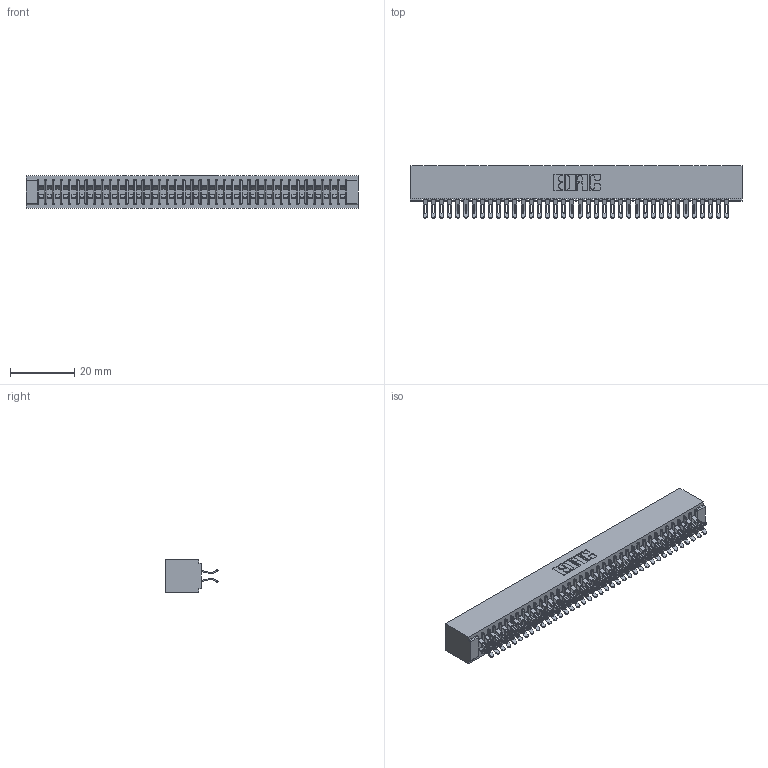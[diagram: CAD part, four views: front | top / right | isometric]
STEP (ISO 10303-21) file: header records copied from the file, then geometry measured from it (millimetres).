
FILE_DESCRIPTION (( 'STEP AP203' ), '1' );
FILE_NAME ('391-076-555-201.STEP', '2018-08-09T15:03:20', ( '' ), ( '' ), 'SwSTEP 2.0', 'SolidWorks 2016', '' );
FILE_SCHEMA (( 'CONFIG_CONTROL_DESIGN' ));
Length unit declared in the file: inch
Products named in the file (3): 341 Part_No Mounting Lugs; 341-292-001_341-292-155; 391-076-555-201
Assembly tree (77 placements, depth 2):
  391-076-555-201
    341 Part_No Mounting Lugs
    341-292-001_341-292-155  x76
Bounding box: 103.5 x 16.31 x 10.16 mm (x, y, z)
Volume: 7972.2 mm3; surface area: 15307.9 mm2
Topology: 77 solids, 77 shells, 6036 faces, 18038 edges, 11742 vertices
Faces by surface type: plane 3256, cylinder 2628, sphere 78, torus 74
Entity records: 46713 total; most frequent: CARTESIAN_POINT 7780, ORIENTED_EDGE 7720, DIRECTION 7542, EDGE_CURVE 3860, VECTOR 3102, LINE 3102, VERTEX_POINT 2442, AXIS2_PLACEMENT_3D 2220
